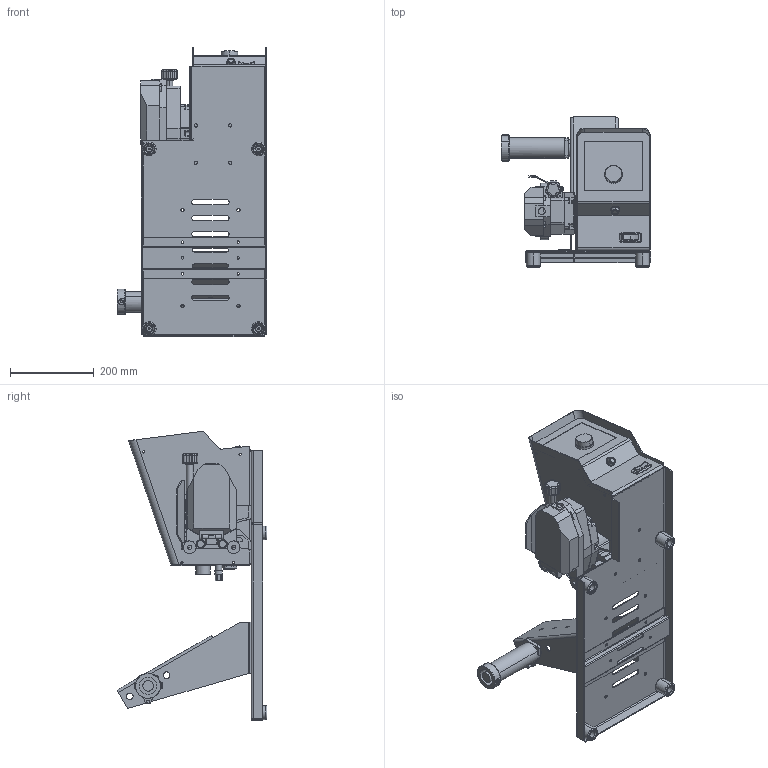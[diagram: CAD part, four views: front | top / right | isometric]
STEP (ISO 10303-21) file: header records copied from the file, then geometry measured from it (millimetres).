
FILE_DESCRIPTION (( 'STEP AP203' ), '1' );
FILE_NAME ('195182.STEP', '2006-10-25T17:52:35', ( ' ' ), ( '' ), 'SwSTEP 2.0', 'SolidWorks 2006052', '' );
FILE_SCHEMA (( 'CONFIG_CONTROL_DESIGN' ));
Products named in the file (1): 195182
Bounding box: 356.87 x 358.03 x 691.31 mm (x, y, z)
Volume: 5268457.5 mm3; surface area: 1542794.8 mm2
Topology: 5 solids, 5 shells, 2184 faces, 5951 edges, 3823 vertices
Faces by surface type: plane 1111, cylinder 828, bspline 231, cone 8, torus 6
Entity records: 81178 total; most frequent: CARTESIAN_POINT 26368, ORIENTED_EDGE 11838, DIRECTION 11147, EDGE_CURVE 5919, VERTEX_POINT 3821, AXIS2_PLACEMENT_3D 3717, VECTOR 3713, LINE 3713
